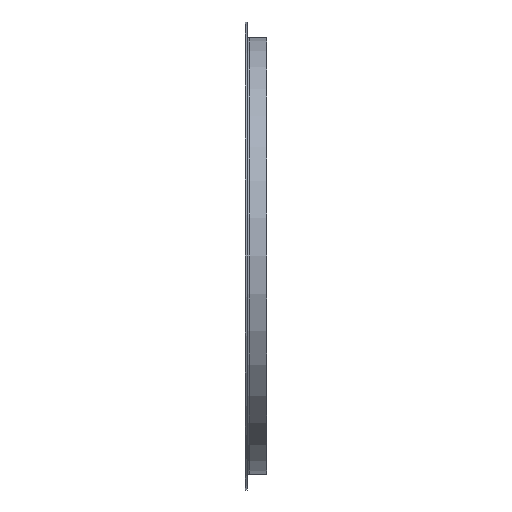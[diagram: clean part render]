
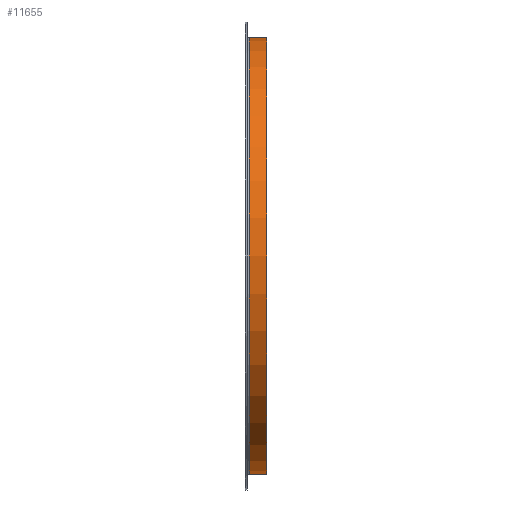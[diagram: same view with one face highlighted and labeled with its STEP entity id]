
A CAD part, front view. The second image highlights one B-rep face of the part: STEP entity #11655.
In plain terms, the highlighted cylindrical face has radius 457.2 mm (diameter 914.4 mm), a full revolution.
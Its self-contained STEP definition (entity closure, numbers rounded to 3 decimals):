
#271 = EDGE_LOOP ( 'NONE', ( #9142 ) ) ;
#1031 = DIRECTION ( 'NONE',  ( 0., 0., 1. ) ) ;
#1328 = EDGE_LOOP ( 'NONE', ( #1405 ) ) ;
#1405 = ORIENTED_EDGE ( 'NONE', *, *, #12419, .T. ) ;
#1466 = VERTEX_POINT ( 'NONE', #6635 ) ;
#1748 = DIRECTION ( 'NONE',  ( 0., 0., 1. ) ) ;
#2066 = CARTESIAN_POINT ( 'NONE',  ( 8., 0., 0. ) ) ;
#2195 = AXIS2_PLACEMENT_3D ( 'NONE', #13138, #11644, #4545 ) ;
#2508 = FACE_OUTER_BOUND ( 'NONE', #271, .T. ) ;
#2618 = CIRCLE ( 'NONE', #6871, 457.2 ) ;
#3538 = AXIS2_PLACEMENT_3D ( 'NONE', #6077, #12334, #1748 ) ;
#4420 = CIRCLE ( 'NONE', #3538, 457.2 ) ;
#4545 = DIRECTION ( 'NONE',  ( 0., 0., 1. ) ) ;
#5600 = FACE_OUTER_BOUND ( 'NONE', #1328, .T. ) ;
#6077 = CARTESIAN_POINT ( 'NONE',  ( 45., 0., 0. ) ) ;
#6609 = DIRECTION ( 'NONE',  ( 1., 0., 0. ) ) ;
#6635 = CARTESIAN_POINT ( 'NONE',  ( 8., 0., 457.2 ) ) ;
#6871 = AXIS2_PLACEMENT_3D ( 'NONE', #2066, #6609, #1031 ) ;
#9142 = ORIENTED_EDGE ( 'NONE', *, *, #12929, .T. ) ;
#10983 = VERTEX_POINT ( 'NONE', #11053 ) ;
#11053 = CARTESIAN_POINT ( 'NONE',  ( 45., 0., 457.2 ) ) ;
#11644 = DIRECTION ( 'NONE',  ( -1., 0., 0. ) ) ;
#11655 = ADVANCED_FACE ( 'NONE', ( #5600, #2508 ), #11713, .T. ) ;
#11713 = CYLINDRICAL_SURFACE ( 'NONE', #2195, 457.2 ) ;
#12334 = DIRECTION ( 'NONE',  ( -1., 0., 0. ) ) ;
#12419 = EDGE_CURVE ( 'NONE', #1466, #1466, #2618, .T. ) ;
#12929 = EDGE_CURVE ( 'NONE', #10983, #10983, #4420, .T. ) ;
#13138 = CARTESIAN_POINT ( 'NONE',  ( 0., 0., 0. ) ) ;
